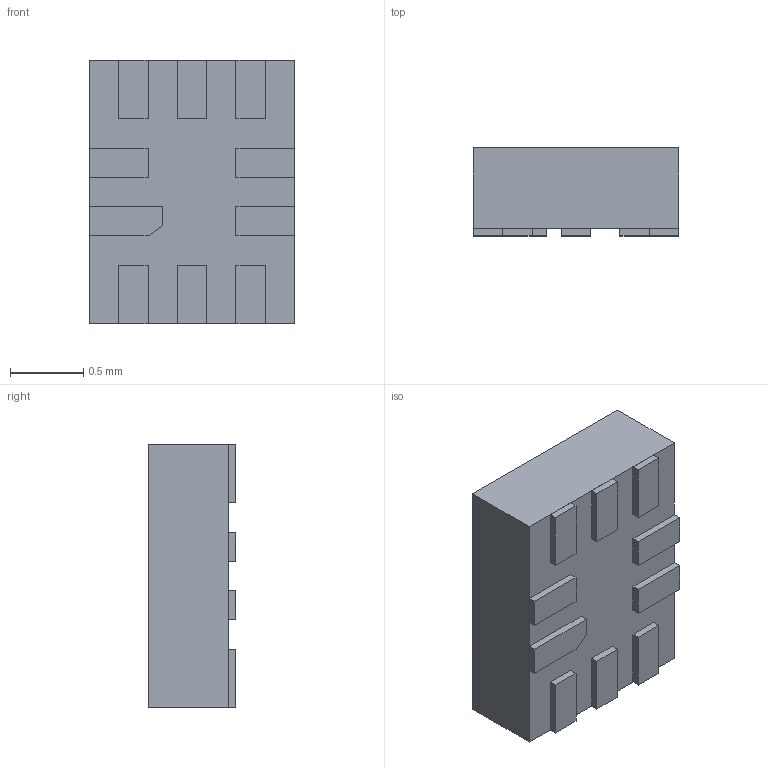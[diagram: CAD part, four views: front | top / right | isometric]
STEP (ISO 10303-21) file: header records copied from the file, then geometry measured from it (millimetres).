
FILE_DESCRIPTION (( 'STEP AP214' ), '1' );
FILE_NAME ('NCS213RMUTAG.STEP', '2025-05-22T10:21:35', ( '' ), ( '' ), 'SwSTEP 2.0', 'SolidWorks 2024', '' );
FILE_SCHEMA (( 'AUTOMOTIVE_DESIGN' ));
Length unit declared in the file: millimetre
Products named in the file (13): LMV982MUTAG_6; LMV982MUTAG_9; LMV982MUTAG_8; LMV982MUTAG_2; LMV982MUTAG_7; LMV982MUTAG_11; LMV982MUTAG_1; NCS213RMUTAG; LMV982MUTAG_10; LMV982MUTAG; LMV982MUTAG_4; LMV982MUTAG_3; LMV982MUTAG_5
Assembly tree (12 placements, depth 2):
  NCS213RMUTAG
    LMV982MUTAG_4
    LMV982MUTAG_10
    LMV982MUTAG_5
    LMV982MUTAG
    LMV982MUTAG_9
    LMV982MUTAG_8
    LMV982MUTAG_11
    LMV982MUTAG_3
    LMV982MUTAG_6
    LMV982MUTAG_1
    LMV982MUTAG_2
    LMV982MUTAG_7
Bounding box: 1.4 x 0.6 x 1.8 mm (x, y, z)
Volume: 1.4 mm3; surface area: 11 mm2
Topology: 12 solids, 12 shells, 74 faces, 147 edges, 98 vertices
Faces by surface type: plane 70, cylinder 4
Entity records: 2297 total; most frequent: CARTESIAN_POINT 334, DIRECTION 333, ORIENTED_EDGE 294, EDGE_CURVE 147, LINE 139, VECTOR 139, VERTEX_POINT 98, AXIS2_PLACEMENT_3D 97
